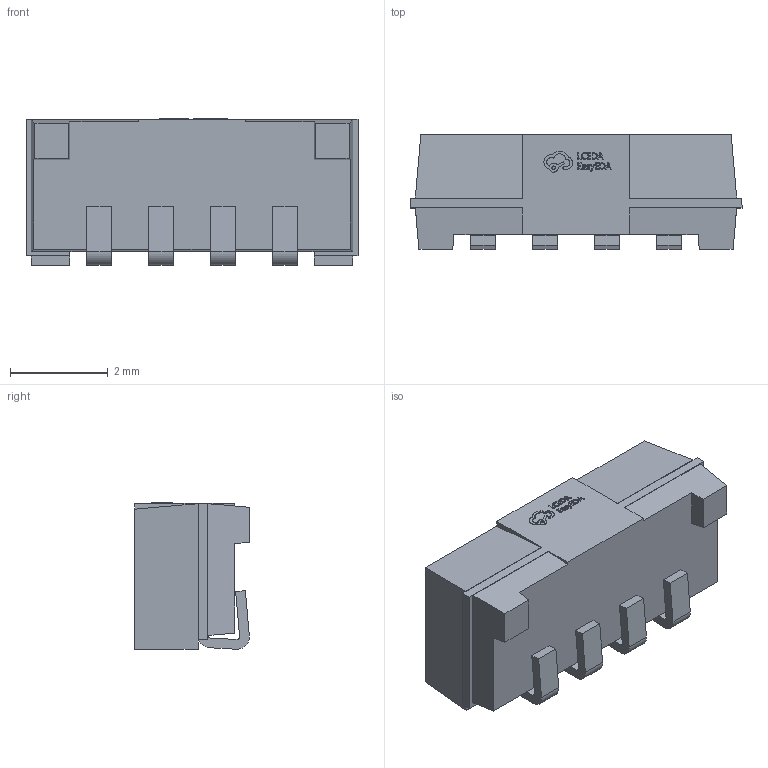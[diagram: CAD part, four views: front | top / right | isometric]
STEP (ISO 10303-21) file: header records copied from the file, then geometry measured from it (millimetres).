
FILE_DESCRIPTION (( 'STEP AP214' ), '1' );
FILE_NAME ('LED-SMD_4P-L6.8-W2.4_VEML7700-TR.STEP', '2023-02-08T12:10:32', ( '' ), ( '' ), 'SwSTEP 2.0', 'SolidWorks 2020', '' );
FILE_SCHEMA (( 'AUTOMOTIVE_DESIGN' ));
Length unit declared in the file: millimetre
Products named in the file (1): LED-SMD_4P-L6.8-W2.4_VEML7700-TR
Bounding box: 6.8 x 2.35 x 3 mm (x, y, z)
Volume: 37.3 mm3; surface area: 88 mm2
Topology: 1 solids, 1 shells, 315 faces, 868 edges, 574 vertices
Faces by surface type: plane 201, bspline 98, cylinder 16
Entity records: 13933 total; most frequent: CARTESIAN_POINT 3064, ORIENTED_EDGE 1736, DIRECTION 1136, EDGE_CURVE 868, LINE 636, VECTOR 636, VERTEX_POINT 574, EDGE_LOOP 334
